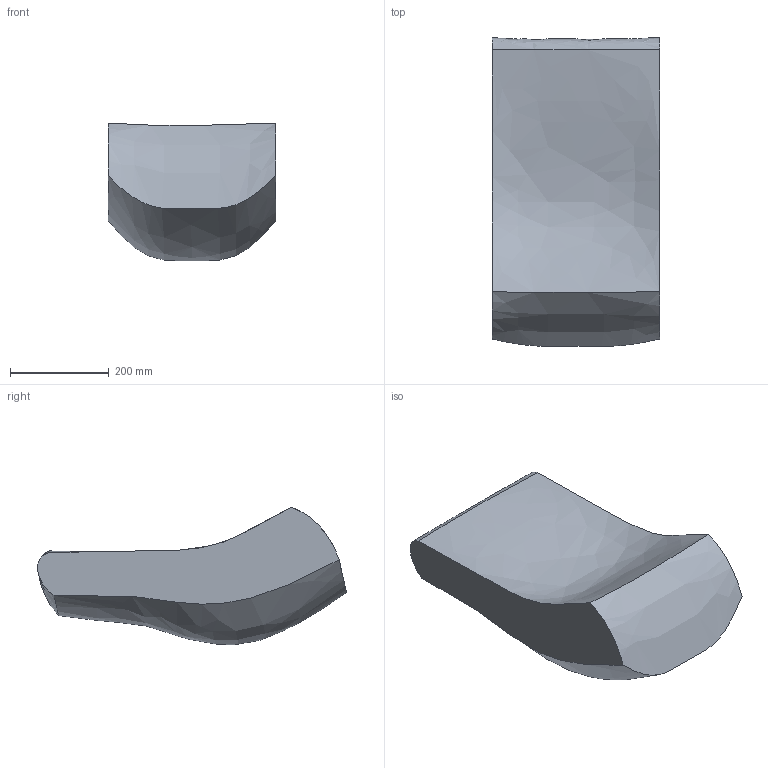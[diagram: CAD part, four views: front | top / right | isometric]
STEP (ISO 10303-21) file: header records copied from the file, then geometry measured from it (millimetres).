
FILE_DESCRIPTION(/* description */ (''),/* implementation_level */ '2;1');
FILE_NAME(/* name */ 'protect_double_curve',/* time_stamp */ '2024-11-15T16:50:05+01:00',/* author */ (''),/* organization */ (''),/* preprocessor_version */ 'ST-DEVELOPER v19.2',/* originating_system */ 'Rhino 8.12',/* authorisation */ '');
FILE_SCHEMA (('CONFIG_CONTROL_DESIGN'));
Length unit declared in the file: millimetre
Products named in the file (1): Document
Bounding box: 340 x 625.31 x 278.71 mm (x, y, z)
Volume: 30447757.5 mm3; surface area: 654632.8 mm2
Topology: 1 solids, 1 shells, 6 faces, 12 edges, 8 vertices
Faces by surface type: bspline 4, plane 2
Entity records: 432 total; most frequent: CARTESIAN_POINT 256, ORIENTED_EDGE 24, EDGE_CURVE 12, B_SPLINE_CURVE_WITH_KNOTS 12, VERTEX_POINT 8, ORGANIZATION 7, PERSON_AND_ORGANIZATION 7, ADVANCED_FACE 6
